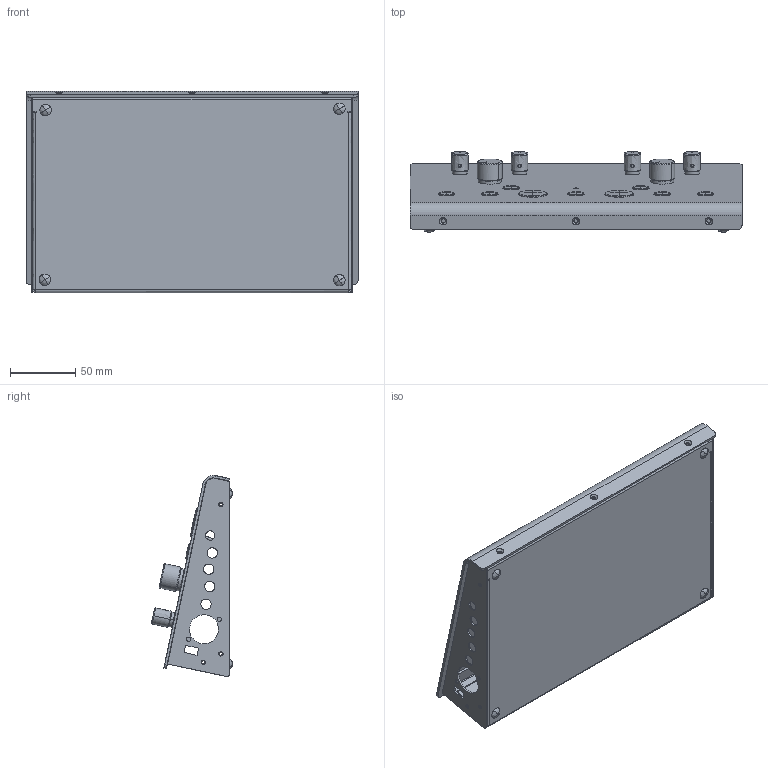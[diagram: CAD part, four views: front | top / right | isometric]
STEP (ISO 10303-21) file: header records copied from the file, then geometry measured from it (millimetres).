
FILE_DESCRIPTION(('none'),'2,1');
FILE_NAME('','Thu Sep 05 10:55:50 2019',('Unknown author'),(''),'HOOPS Exchange','Windows','Unknown authorisation');
FILE_SCHEMA( ('AUTOMOTIVE_DESIGN { 1 0 10303 214 1 1 1 1 }') );
Length unit declared in the file: millimetre
Products named in the file (69): IC-2N_SENNa; Flat Head Screw_AI_CR-FHMS 0.112-40x0.375x0.375-N; FSS448; CHC193d; CHF009-bumpon_Eleven-thirty-seconds; IDL_Sennheiser_IC-2; CHC192d; PLK049a; CHC191SENNa; Pan Cross Head_AI_CR-PHMS 0.138-32x0.375x0.375-S; PLK048a; CHC190SENNa; Self-clinching Nut_PMI_PEM S-440-1 ZI--N; Self-clinching Nut_PMI_PEM S-632-1 ZI--N; PCA234b; MicPot-TTelectronics-P090L02T20_MaxAdjust; Eswitch-VerticalSlideSwitch-500SSP1S1M7_SwitchBat-Up; Eswitch-VerticalSlideSwitch-500SSP1S1M7_SwitchBat-Down; JAKxxx-Kycon-STX31203B; Neutrik-XLR-NC3FAAH; MicPot-TTelectronics-P090L02T20_MidwayAdjusted; CUI-SJ-43514; LED-T1-Green-StraightLegs; Neutrik-XLR-NC3MAAH; JAK038_DCPower; TycoAmp-C-5569381-1; JAK035; RBP004d
Assembly tree (68 placements, depth 3):
  IC-2N_SENNa
    Flat Head Screw_AI_CR-FHMS 0.112-40x0.375x0.375-N
    FSS448
    CHC193d
    CHF009-bumpon_Eleven-thirty-seconds
    IDL_Sennheiser_IC-2
    Flat Head Screw_AI_CR-FHMS 0.112-40x0.375x0.375-N
    FSS448
    CHC192d
    CHF009-bumpon_Eleven-thirty-seconds
    PLK049a
    FSS448
    CHC191SENNa
    CHF009-bumpon_Eleven-thirty-seconds
    PLK049a
    FSS448
    Pan Cross Head_AI_CR-PHMS 0.138-32x0.375x0.375-S
    PLK048a
    FSS448
    FSS448
    CHC190SENNa
      Self-clinching Nut_PMI_PEM S-440-1 ZI--N
      Self-clinching Nut_PMI_PEM S-440-1 ZI--N
      CHC190SENNa
      Self-clinching Nut_PMI_PEM S-440-1 ZI--N
      Self-clinching Nut_PMI_PEM S-440-1 ZI--N
      Self-clinching Nut_PMI_PEM S-440-1 ZI--N
      Self-clinching Nut_PMI_PEM S-632-1 ZI--N
      Self-clinching Nut_PMI_PEM S-440-1 ZI--N
      Self-clinching Nut_PMI_PEM S-440-1 ZI--N
      Self-clinching Nut_PMI_PEM S-440-1 ZI--N
      Self-clinching Nut_PMI_PEM S-440-1 ZI--N
    PLK048a
    FSS448
    FSS448
    PLK048a
    FSS448
    PCA234b
      MicPot-TTelectronics-P090L02T20_MaxAdjust
      Eswitch-VerticalSlideSwitch-500SSP1S1M7_SwitchBat-Up
      Eswitch-VerticalSlideSwitch-500SSP1S1M7_SwitchBat-Down
      JAKxxx-Kycon-STX31203B
      Neutrik-XLR-NC3FAAH
      Neutrik-XLR-NC3FAAH
      JAKxxx-Kycon-STX31203B
      MicPot-TTelectronics-P090L02T20_MidwayAdjusted
      Eswitch-VerticalSlideSwitch-500SSP1S1M7_SwitchBat-Down
      JAKxxx-Kycon-STX31203B
      CUI-SJ-43514
      LED-T1-Green-StraightLegs
      JAKxxx-Kycon-STX31203B
      MicPot-TTelectronics-P090L02T20_MidwayAdjusted
      Neutrik-XLR-NC3MAAH
      JAK038_DCPower
      Neutrik-XLR-NC3FAAH
      Neutrik-XLR-NC3MAAH
      CUI-SJ-43514
      Eswitch-VerticalSlideSwitch-500SSP1S1M7_SwitchBat-Up
      TycoAmp-C-5569381-1
      MicPot-TTelectronics-P090L02T20_MidwayAdjusted
Bounding box: 254 x 61.91 x 153.92 mm (x, y, z)
Volume: 165969.8 mm3; surface area: 238962.5 mm2
Topology: 25 solids, 33 shells, 1706 faces, 4234 edges, 2692 vertices
Faces by surface type: bspline 1706
Entity records: 65036 total; most frequent: CARTESIAN_POINT 38226, ORIENTED_EDGE 8416, EDGE_CURVE 4222, B_SPLINE_CURVE_WITH_KNOTS 3169, VERTEX_POINT 2692, EDGE_LOOP 2001, FACE_BOUND 2001, ADVANCED_FACE 1706
